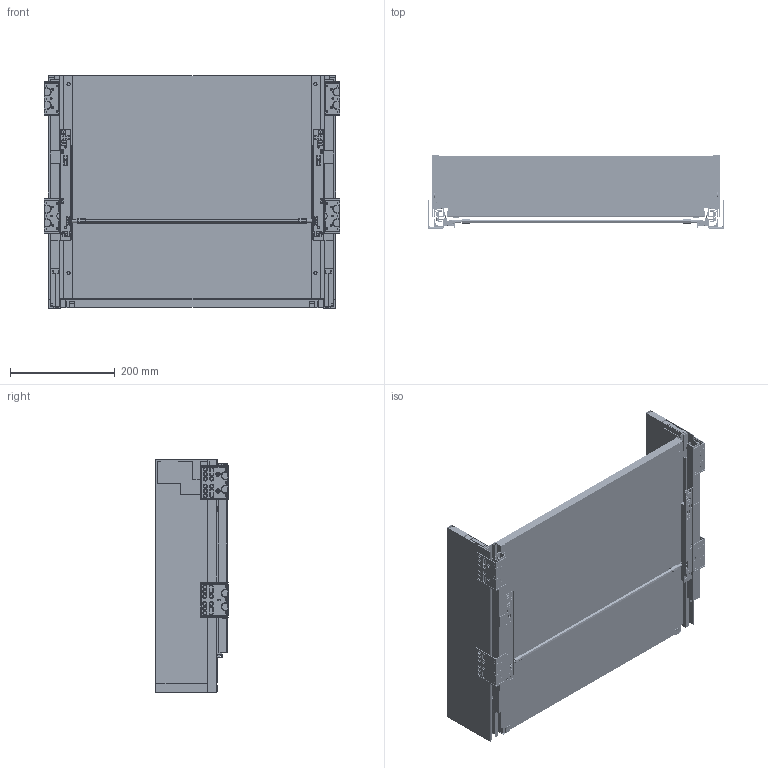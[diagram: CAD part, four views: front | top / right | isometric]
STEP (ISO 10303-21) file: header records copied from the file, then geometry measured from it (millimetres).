
FILE_DESCRIPTION(/* description */ (''),/* implementation_level */ '2;1');
FILE_NAME(/* name */ 'PB-AXISPRO-P2O-450-KPL-B.stp',/* time_stamp */ '2024-11-13T11:24:17+01:00',/* author */ ('tomaszw'),/* organization */ (''),/* preprocessor_version */ 'ST-DEVELOPER v20',/* originating_system */ 'Autodesk Inventor 2025',/* authorisation */ '');
FILE_SCHEMA (('AUTOMOTIVE_DESIGN { 1 0 10303 214 3 1 1 }'));
Products named in the file (1): PB-AXISPRO-P2O-450-KPL-C
Bounding box: 564 x 139 x 443 mm (x, y, z)
Volume: 4796765.6 mm3; surface area: 1561573.9 mm2
Topology: 45 solids, 45 shells, 3738 faces, 10454 edges, 6880 vertices
Faces by surface type: plane 3123, cylinder 429, cone 114, bspline 72
Full cylindrical faces by diameter (mm): 1 x2, 2 x2, 2.4 x2, 2.95 x2, 3 x12, 3.3 x20, 3.5 x6, 4 x22, 4.05 x4, 6 x48, 7.5 x2, 7.8 x2, 8 x2, 8.5 x2, 10 x6
Entity records: 203325 total; most frequent: CARTESIAN_POINT 102275, ORIENTED_EDGE 20916, DIRECTION 18670, EDGE_CURVE 10458, LINE 9120, VECTOR 9120, VERTEX_POINT 6888, AXIS2_PLACEMENT_3D 4775
